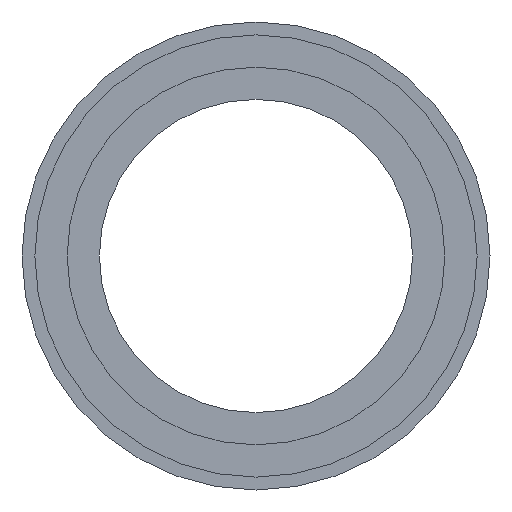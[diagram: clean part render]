
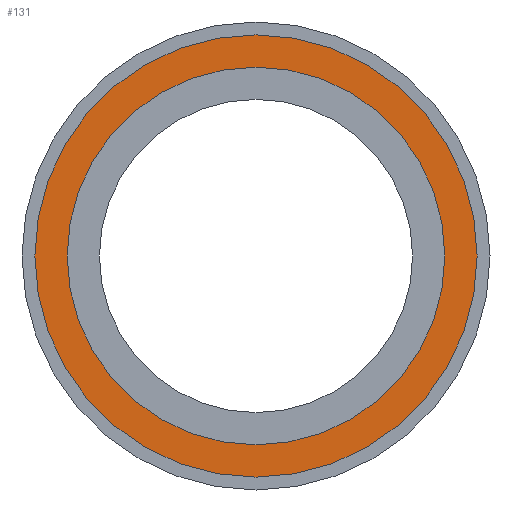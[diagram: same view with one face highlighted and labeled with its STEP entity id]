
A CAD part, front view. The second image highlights one B-rep face of the part: STEP entity #131.
In plain terms, the highlighted planar face has unit normal (0, -1, 0).
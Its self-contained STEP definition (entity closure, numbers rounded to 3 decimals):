
#16 = CARTESIAN_POINT ( 'NONE',  ( 0., 0., 0. ) ) ;
#21 = CIRCLE ( 'NONE', #431, 20.5 ) ;
#46 = DIRECTION ( 'NONE',  ( 0., 1., 0. ) ) ;
#49 = DIRECTION ( 'NONE',  ( 0., 1., 0. ) ) ;
#53 = VERTEX_POINT ( 'NONE', #392 ) ;
#54 = ORIENTED_EDGE ( 'NONE', *, *, #140, .T. ) ;
#63 = AXIS2_PLACEMENT_3D ( 'NONE', #16, #313, #598 ) ;
#69 = AXIS2_PLACEMENT_3D ( 'NONE', #173, #49, #169 ) ;
#79 = EDGE_CURVE ( 'NONE', #53, #264, #101, .T. ) ;
#85 = CIRCLE ( 'NONE', #132, 20.5 ) ;
#101 = CIRCLE ( 'NONE', #69, 24. ) ;
#106 = EDGE_CURVE ( 'NONE', #352, #325, #85, .T. ) ;
#131 = ADVANCED_FACE ( 'NONE', ( #457, #346 ), #368, .F. ) ;
#132 = AXIS2_PLACEMENT_3D ( 'NONE', #387, #46, #338 ) ;
#138 = ORIENTED_EDGE ( 'NONE', *, *, #79, .F. ) ;
#140 = EDGE_CURVE ( 'NONE', #325, #352, #21, .T. ) ;
#167 = CIRCLE ( 'NONE', #63, 24. ) ;
#169 = DIRECTION ( 'NONE',  ( 0., 0., 1. ) ) ;
#173 = CARTESIAN_POINT ( 'NONE',  ( 0., 0., 0. ) ) ;
#183 = CARTESIAN_POINT ( 'NONE',  ( 0., 0., -24. ) ) ;
#191 = DIRECTION ( 'NONE',  ( 0., 1., 0. ) ) ;
#223 = CARTESIAN_POINT ( 'NONE',  ( 0., 0., 20.5 ) ) ;
#262 = AXIS2_PLACEMENT_3D ( 'NONE', #364, #191, #484 ) ;
#264 = VERTEX_POINT ( 'NONE', #183 ) ;
#275 = CARTESIAN_POINT ( 'NONE',  ( 0., 0., -20.5 ) ) ;
#289 = DIRECTION ( 'NONE',  ( 0., 0., 1. ) ) ;
#299 = ORIENTED_EDGE ( 'NONE', *, *, #106, .T. ) ;
#313 = DIRECTION ( 'NONE',  ( 0., 1., 0. ) ) ;
#325 = VERTEX_POINT ( 'NONE', #275 ) ;
#335 = CARTESIAN_POINT ( 'NONE',  ( 0., 0., 0. ) ) ;
#338 = DIRECTION ( 'NONE',  ( 0., 0., 1. ) ) ;
#346 = FACE_BOUND ( 'NONE', #567, .T. ) ;
#352 = VERTEX_POINT ( 'NONE', #223 ) ;
#364 = CARTESIAN_POINT ( 'NONE',  ( 20.5, 0., 0. ) ) ;
#368 = PLANE ( 'NONE',  #262 ) ;
#382 = EDGE_LOOP ( 'NONE', ( #138, #388 ) ) ;
#387 = CARTESIAN_POINT ( 'NONE',  ( 0., 0., 0. ) ) ;
#388 = ORIENTED_EDGE ( 'NONE', *, *, #423, .F. ) ;
#392 = CARTESIAN_POINT ( 'NONE',  ( 0., 0., 24. ) ) ;
#423 = EDGE_CURVE ( 'NONE', #264, #53, #167, .T. ) ;
#431 = AXIS2_PLACEMENT_3D ( 'NONE', #335, #618, #289 ) ;
#457 = FACE_OUTER_BOUND ( 'NONE', #382, .T. ) ;
#484 = DIRECTION ( 'NONE',  ( 0., 0., 1. ) ) ;
#567 = EDGE_LOOP ( 'NONE', ( #299, #54 ) ) ;
#598 = DIRECTION ( 'NONE',  ( 0., 0., 1. ) ) ;
#618 = DIRECTION ( 'NONE',  ( 0., 1., 0. ) ) ;
